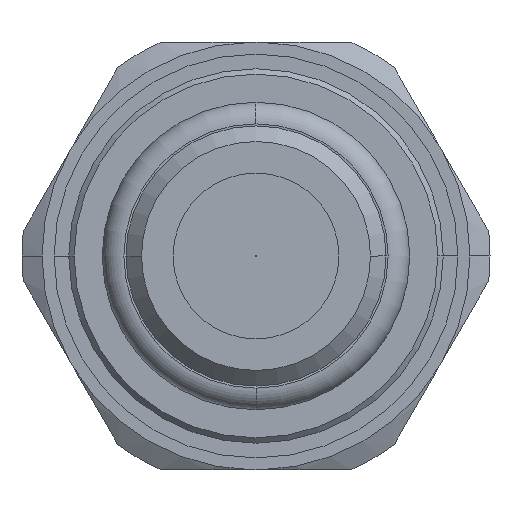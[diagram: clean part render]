
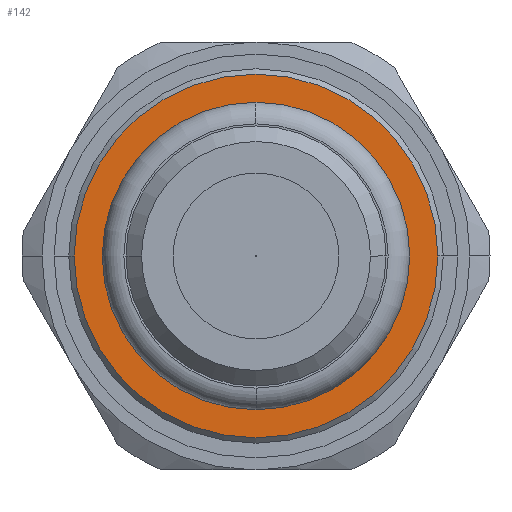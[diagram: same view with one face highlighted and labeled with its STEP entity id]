
A CAD part, front view. The second image highlights one B-rep face of the part: STEP entity #142.
In plain terms, the highlighted planar face has unit normal (0, -1, 0).
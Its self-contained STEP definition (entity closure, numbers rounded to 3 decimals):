
#142=ADVANCED_FACE('',(#355,#356),#357,.T.);
#355=FACE_OUTER_BOUND('',#581,.T.);
#356=FACE_BOUND('',#582,.T.);
#357=PLANE('',#583);
#581=EDGE_LOOP('',(#1380,#1381));
#582=EDGE_LOOP('',(#1382,#1383,#1384));
#583=AXIS2_PLACEMENT_3D('',#1385,#1386,#1387);
#1380=ORIENTED_EDGE('',*,*,#1529,.F.);
#1381=ORIENTED_EDGE('',*,*,#1744,.F.);
#1382=ORIENTED_EDGE('',*,*,#1742,.T.);
#1383=ORIENTED_EDGE('',*,*,#1534,.T.);
#1384=ORIENTED_EDGE('',*,*,#1743,.T.);
#1385=CARTESIAN_POINT('',(-6.276,4.6,0.0));
#1386=DIRECTION('',(0.0,-1.0,-0.0));
#1387=DIRECTION('',(1.0,0.0,0.0));
#1529=EDGE_CURVE('',#1844,#1846,#1847,.T.);
#1534=EDGE_CURVE('',#1850,#1854,#1856,.T.);
#1742=EDGE_CURVE('',#2191,#1850,#2192,.T.);
#1743=EDGE_CURVE('',#1854,#2191,#2193,.T.);
#1744=EDGE_CURVE('',#1846,#1844,#2194,.T.);
#1844=VERTEX_POINT('',#2333);
#1846=VERTEX_POINT('',#2336);
#1847=CIRCLE('',#2337,6.801);
#1850=VERTEX_POINT('',#2341);
#1854=VERTEX_POINT('',#2345);
#1856=CIRCLE('',#2347,5.752);
#2191=VERTEX_POINT('',#3082);
#2192=CIRCLE('',#3083,5.752);
#2193=CIRCLE('',#3084,5.752);
#2194=CIRCLE('',#3085,6.801);
#2333=CARTESIAN_POINT('',(-6.801,4.6,0.0));
#2336=CARTESIAN_POINT('',(6.801,4.6,0.));
#2337=AXIS2_PLACEMENT_3D('',#3212,#3213,#3214);
#2341=CARTESIAN_POINT('',(0.,4.6,5.752));
#2345=CARTESIAN_POINT('',(0.,4.6,-5.752));
#2347=AXIS2_PLACEMENT_3D('',#3225,#3226,#3227);
#3082=CARTESIAN_POINT('',(-5.752,4.6,0.0));
#3083=AXIS2_PLACEMENT_3D('',#3595,#3596,#3597);
#3084=AXIS2_PLACEMENT_3D('',#3598,#3599,#3600);
#3085=AXIS2_PLACEMENT_3D('',#3601,#3602,#3603);
#3212=CARTESIAN_POINT('',(0.0,4.6,0.0));
#3213=DIRECTION('',(0.0,1.0,0.0));
#3214=DIRECTION('',(-1.0,0.0,0.0));
#3225=CARTESIAN_POINT('',(0.0,4.6,0.0));
#3226=DIRECTION('',(0.0,1.0,0.0));
#3227=DIRECTION('',(-1.0,0.0,0.0));
#3595=CARTESIAN_POINT('',(0.0,4.6,0.0));
#3596=DIRECTION('',(0.0,1.0,0.0));
#3597=DIRECTION('',(-1.0,0.0,0.0));
#3598=CARTESIAN_POINT('',(0.0,4.6,0.0));
#3599=DIRECTION('',(0.0,1.0,0.0));
#3600=DIRECTION('',(-1.0,0.0,0.0));
#3601=CARTESIAN_POINT('',(0.0,4.6,0.0));
#3602=DIRECTION('',(0.0,1.0,0.0));
#3603=DIRECTION('',(-1.0,0.0,0.0));
